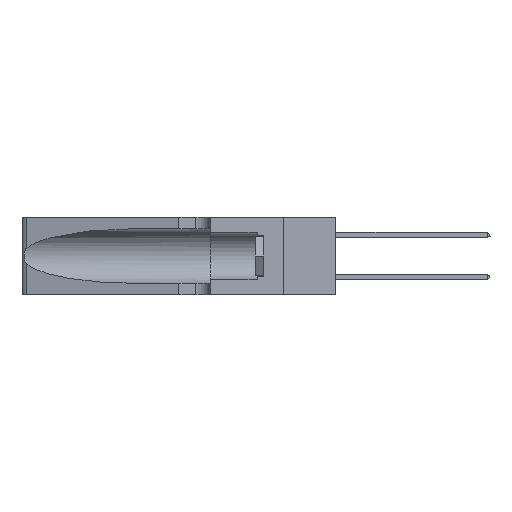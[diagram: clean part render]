
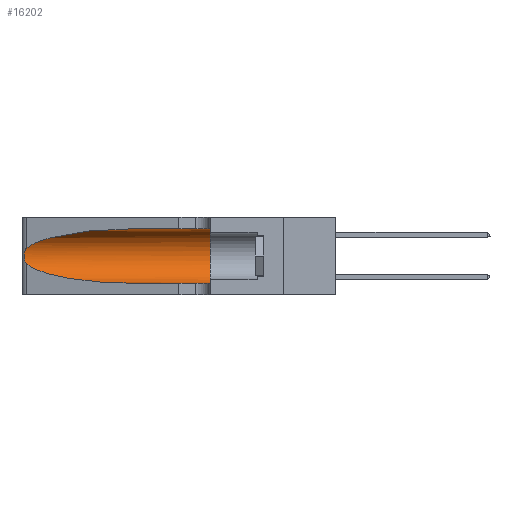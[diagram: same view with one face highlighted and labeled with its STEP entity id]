
A CAD part, left-side view. The second image highlights one B-rep face of the part: STEP entity #16202.
In plain terms, the highlighted cylindrical face has radius 3.308 mm (diameter 6.617 mm), a partial arc.
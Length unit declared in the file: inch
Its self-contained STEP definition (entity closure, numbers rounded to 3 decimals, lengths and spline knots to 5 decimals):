
#151 = CARTESIAN_POINT ( 'NONE',  ( 0.25789, 1.23486, 0.15765 ) ) ;
#642 = CARTESIAN_POINT ( 'NONE',  ( 0.1305, 0.72297, 0.31525 ) ) ;
#962 = VERTEX_POINT ( 'NONE', #1188 ) ;
#1188 = CARTESIAN_POINT ( 'NONE',  ( 0.1305, 0.35, 0.31525 ) ) ;
#1344 = LINE ( 'NONE', #15947, #2910 ) ;
#1490 = CIRCLE ( 'NONE', #16961, 0.13025 ) ;
#1517 =( BOUNDED_CURVE ( )  B_SPLINE_CURVE ( 3, ( #21927, #16018, #4085, #25598 ),
 .UNSPECIFIED., .F., .F. ) 
 B_SPLINE_CURVE_WITH_KNOTS ( ( 4, 4 ),
 ( 1.5708, 2.84003 ),
 .UNSPECIFIED. ) 
 CURVE ( )  GEOMETRIC_REPRESENTATION_ITEM ( )  RATIONAL_B_SPLINE_CURVE ( ( 1., 0.87, 0.87, 1. ) ) 
 REPRESENTATION_ITEM ( '' )  );
#1539 = CYLINDRICAL_SURFACE ( 'NONE', #11820, 0.13025 ) ;
#1916 = CARTESIAN_POINT ( 'NONE',  ( 0.26075, 1.23896, 0.19203 ) ) ;
#2910 = VECTOR ( 'NONE', #25798, 39.37008 ) ;
#3349 = ORIENTED_EDGE ( 'NONE', *, *, #4090, .T. ) ;
#3669 = EDGE_LOOP ( 'NONE', ( #14909, #3349, #22291, #12432, #7362, #4082 ) ) ;
#3680 = DIRECTION ( 'NONE',  ( 0., 0., 1. ) ) ;
#3853 = DIRECTION ( 'NONE',  ( 0., 1., 0. ) ) ;
#4015 = EDGE_CURVE ( 'NONE', #15527, #23419, #1344, .T. ) ;
#4082 = ORIENTED_EDGE ( 'NONE', *, *, #15594, .F. ) ;
#4085 = CARTESIAN_POINT ( 'NONE',  ( 0.2373, 1.15595, 0.28018 ) ) ;
#4090 = EDGE_CURVE ( 'NONE', #17944, #25260, #22437, .T. ) ;
#5544 = CARTESIAN_POINT ( 'NONE',  ( 0.25487, 1.22718, 0.22369 ) ) ;
#5848 = CARTESIAN_POINT ( 'NONE',  ( 0.25787, 1.23484, 0.2124 ) ) ;
#5930 = CARTESIAN_POINT ( 'NONE',  ( 0.25555, 1.22994, 0.2215 ) ) ;
#6104 = CARTESIAN_POINT ( 'NONE',  ( 0.25555, 1.22993, 0.14849 ) ) ;
#7362 = ORIENTED_EDGE ( 'NONE', *, *, #23626, .F. ) ;
#7456 = DIRECTION ( 'NONE',  ( 0., -1., 0. ) ) ;
#7481 = CARTESIAN_POINT ( 'NONE',  ( 0.25487, 1.22718, 0.14631 ) ) ;
#7754 = CARTESIAN_POINT ( 'NONE',  ( 0.1305, 0.35, 0.185 ) ) ;
#8097 = CARTESIAN_POINT ( 'NONE',  ( 0.25856, 1.23593, 0.16098 ) ) ;
#8855 =( BOUNDED_CURVE ( )  B_SPLINE_CURVE ( 3, ( #20299, #18554, #12782, #12946 ),
 .UNSPECIFIED., .F., .F. ) 
 B_SPLINE_CURVE_WITH_KNOTS ( ( 4, 4 ),
 ( 3.44316, 4.71239 ),
 .UNSPECIFIED. ) 
 CURVE ( )  GEOMETRIC_REPRESENTATION_ITEM ( )  RATIONAL_B_SPLINE_CURVE ( ( 1., 0.87, 0.87, 1. ) ) 
 REPRESENTATION_ITEM ( '' )  );
#9222 = DIRECTION ( 'NONE',  ( 0., -1., 0. ) ) ;
#9805 = CARTESIAN_POINT ( 'NONE',  ( 0.26018, 1.23835, 0.19895 ) ) ;
#9991 = CARTESIAN_POINT ( 'NONE',  ( 0.25639, 1.23186, 0.15144 ) ) ;
#11820 = AXIS2_PLACEMENT_3D ( 'NONE', #20886, #7456, #12997 ) ;
#12430 = FACE_OUTER_BOUND ( 'NONE', #3669, .T. ) ;
#12432 = ORIENTED_EDGE ( 'NONE', *, *, #4015, .T. ) ;
#12782 = CARTESIAN_POINT ( 'NONE',  ( 0.18966, 0.96281, 0.05475 ) ) ;
#12917 = CARTESIAN_POINT ( 'NONE',  ( 0.1305, 0.72297, 0.05475 ) ) ;
#12946 = CARTESIAN_POINT ( 'NONE',  ( 0.1305, 0.72297, 0.05475 ) ) ;
#12997 = DIRECTION ( 'NONE',  ( 0., 0., -1. ) ) ;
#13168 = CARTESIAN_POINT ( 'NONE',  ( 0.1305, 0.35, 0.05475 ) ) ;
#13417 = EDGE_CURVE ( 'NONE', #20831, #17944, #1517, .T. ) ;
#13725 = VECTOR ( 'NONE', #9222, 39.37008 ) ;
#14909 = ORIENTED_EDGE ( 'NONE', *, *, #13417, .T. ) ;
#15527 = VERTEX_POINT ( 'NONE', #12917 ) ;
#15594 = EDGE_CURVE ( 'NONE', #20831, #962, #25585, .T. ) ;
#15776 = CARTESIAN_POINT ( 'NONE',  ( 0.25639, 1.23184, 0.21858 ) ) ;
#15947 = CARTESIAN_POINT ( 'NONE',  ( 0.1305, 1.61858, 0.05475 ) ) ;
#16018 = CARTESIAN_POINT ( 'NONE',  ( 0.18966, 0.96281, 0.31525 ) ) ;
#16109 = EDGE_CURVE ( 'NONE', #25260, #15527, #8855, .T. ) ;
#16202 = ADVANCED_FACE ( 'NONE', ( #12430 ), #1539, .F. ) ;
#16961 = AXIS2_PLACEMENT_3D ( 'NONE', #7754, #3853, #3680 ) ;
#17944 = VERTEX_POINT ( 'NONE', #5544 ) ;
#18554 = CARTESIAN_POINT ( 'NONE',  ( 0.2373, 1.15595, 0.08982 ) ) ;
#19788 = CARTESIAN_POINT ( 'NONE',  ( 0.25854, 1.2359, 0.20912 ) ) ;
#20225 = CARTESIAN_POINT ( 'NONE',  ( 0.26075, 1.23896, 0.178 ) ) ;
#20299 = CARTESIAN_POINT ( 'NONE',  ( 0.25487, 1.22718, 0.14631 ) ) ;
#20831 = VERTEX_POINT ( 'NONE', #642 ) ;
#20886 = CARTESIAN_POINT ( 'NONE',  ( 0.1305, 1.61858, 0.185 ) ) ;
#21202 = CARTESIAN_POINT ( 'NONE',  ( 0.1305, 1.61858, 0.31525 ) ) ;
#21927 = CARTESIAN_POINT ( 'NONE',  ( 0.1305, 0.72297, 0.31525 ) ) ;
#21952 = CARTESIAN_POINT ( 'NONE',  ( 0.26017, 1.23833, 0.17102 ) ) ;
#22291 = ORIENTED_EDGE ( 'NONE', *, *, #16109, .T. ) ;
#22437 = B_SPLINE_CURVE_WITH_KNOTS ( 'NONE', 3,
 ( #23629, #5930, #15776, #5848, #19788, #9805, #1916, #20225, #21952, #8097, #151, #9991, #6104, #23976 ),
 .UNSPECIFIED., .F., .F.,
 ( 4, 2, 2, 2, 2, 2, 4 ),
 ( 0., 0.00027, 0.00053, 0.00107, 0.0016, 0.00187, 0.00214 ),
 .UNSPECIFIED. ) ;
#23419 = VERTEX_POINT ( 'NONE', #13168 ) ;
#23626 = EDGE_CURVE ( 'NONE', #962, #23419, #1490, .T. ) ;
#23629 = CARTESIAN_POINT ( 'NONE',  ( 0.25487, 1.22718, 0.22369 ) ) ;
#23976 = CARTESIAN_POINT ( 'NONE',  ( 0.25487, 1.22718, 0.14631 ) ) ;
#25260 = VERTEX_POINT ( 'NONE', #7481 ) ;
#25585 = LINE ( 'NONE', #21202, #13725 ) ;
#25598 = CARTESIAN_POINT ( 'NONE',  ( 0.25487, 1.22718, 0.22369 ) ) ;
#25798 = DIRECTION ( 'NONE',  ( 0., -1., 0. ) ) ;
